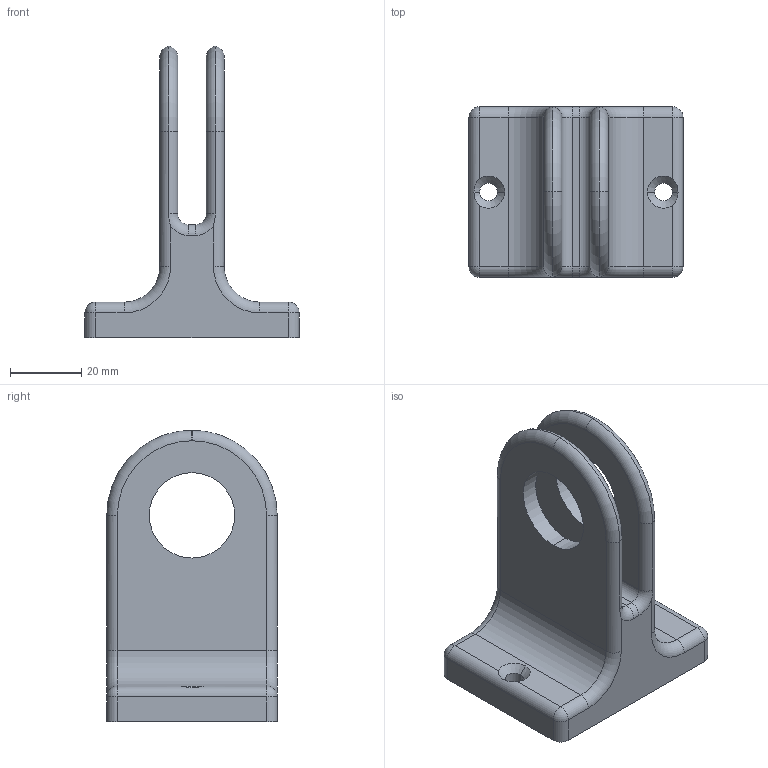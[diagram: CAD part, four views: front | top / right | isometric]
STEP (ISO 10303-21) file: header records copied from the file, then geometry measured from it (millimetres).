
FILE_DESCRIPTION (( 'STEP AP214' ), '1' );
FILE_NAME ('EMT_WallMount.STEP', '2024-07-22T00:47:51', ( '' ), ( '' ), 'SwSTEP 2.0', 'SolidWorks 2024', '' );
FILE_SCHEMA (( 'AUTOMOTIVE_DESIGN' ));
Length unit declared in the file: millimetre
Products named in the file (1): EMT_WallMount
Bounding box: 60 x 47.8 x 81.66 mm (x, y, z)
Volume: 64539.7 mm3; surface area: 17790.3 mm2
Topology: 1 solids, 1 shells, 72 faces, 180 edges, 104 vertices
Faces by surface type: cylinder 36, torus 16, plane 12, cone 4, sphere 4
Entity records: 2227 total; most frequent: CARTESIAN_POINT 441, DIRECTION 410, ORIENTED_EDGE 352, EDGE_CURVE 176, AXIS2_PLACEMENT_3D 169, VERTEX_POINT 104, CIRCLE 96, EDGE_LOOP 78
